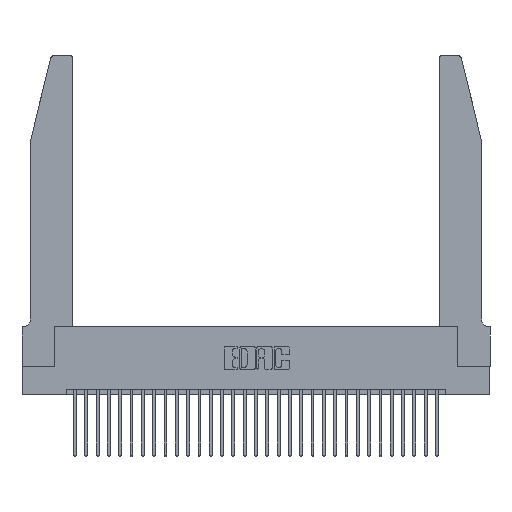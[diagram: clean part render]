
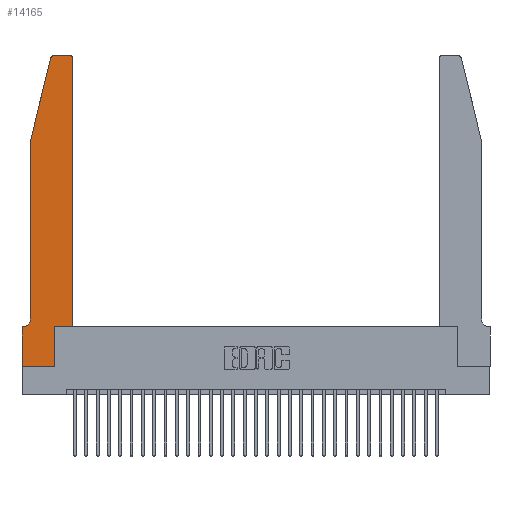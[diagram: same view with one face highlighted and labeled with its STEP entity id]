
A CAD part, top view. The second image highlights one B-rep face of the part: STEP entity #14165.
In plain terms, the highlighted planar face has unit normal (0, 0, 1).
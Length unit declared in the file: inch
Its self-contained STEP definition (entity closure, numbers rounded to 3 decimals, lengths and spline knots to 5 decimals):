
#480 = VERTEX_POINT ( 'NONE', #31348 ) ;
#760 = EDGE_CURVE ( 'NONE', #15032, #12308, #5943, .T. ) ;
#1774 = ORIENTED_EDGE ( 'NONE', *, *, #15765, .T. ) ;
#2004 = DIRECTION ( 'NONE',  ( 0., 1., 0. ) ) ;
#2304 = CARTESIAN_POINT ( 'NONE',  ( 0.25487, 2.72718, 0.37 ) ) ;
#2338 = ORIENTED_EDGE ( 'NONE', *, *, #24126, .T. ) ;
#2426 = LINE ( 'NONE', #25700, #8379 ) ;
#2680 = CARTESIAN_POINT ( 'NONE',  ( 0.4205, 2.72, 0.37 ) ) ;
#2878 = DIRECTION ( 'NONE',  ( 0., 0., -1. ) ) ;
#3407 = LINE ( 'NONE', #4083, #16016 ) ;
#3585 = DIRECTION ( 'NONE',  ( 0., 1., 0. ) ) ;
#4073 = VECTOR ( 'NONE', #2004, 39.37008 ) ;
#4083 = CARTESIAN_POINT ( 'NONE',  ( 0.4505, 0.35, 0.37 ) ) ;
#4614 = ORIENTED_EDGE ( 'NONE', *, *, #9291, .T. ) ;
#4853 = CARTESIAN_POINT ( 'NONE',  ( 0.4505, 2.72, 0.37 ) ) ;
#4959 = VERTEX_POINT ( 'NONE', #29971 ) ;
#5043 = CARTESIAN_POINT ( 'NONE',  ( 0., 0.35, 0.37 ) ) ;
#5127 = ORIENTED_EDGE ( 'NONE', *, *, #16399, .T. ) ;
#5226 = DIRECTION ( 'NONE',  ( 1., 0., 0. ) ) ;
#5937 = CARTESIAN_POINT ( 'NONE',  ( 0.2865, 0.35, 0.37 ) ) ;
#5943 = LINE ( 'NONE', #12739, #11878 ) ;
#6607 = DIRECTION ( 'NONE',  ( 0., 0., 1. ) ) ;
#6655 = AXIS2_PLACEMENT_3D ( 'NONE', #17908, #2878, #20325 ) ;
#6701 = AXIS2_PLACEMENT_3D ( 'NONE', #21470, #6607, #23871 ) ;
#7139 = DIRECTION ( 'NONE',  ( -1., 0., 0. ) ) ;
#7249 = VERTEX_POINT ( 'NONE', #4853 ) ;
#7506 = VECTOR ( 'NONE', #21577, 39.37008 ) ;
#7785 = CARTESIAN_POINT ( 'NONE',  ( 0., 0.35, 0.37 ) ) ;
#7789 = EDGE_CURVE ( 'NONE', #14687, #4959, #17245, .T. ) ;
#8379 = VECTOR ( 'NONE', #3585, 39.37008 ) ;
#8463 = ORIENTED_EDGE ( 'NONE', *, *, #760, .T. ) ;
#8797 = CARTESIAN_POINT ( 'NONE',  ( 0.0755, 2., 0.37 ) ) ;
#9256 = DIRECTION ( 'NONE',  ( -1., 0., 0. ) ) ;
#9291 = EDGE_CURVE ( 'NONE', #11550, #11884, #10191, .T. ) ;
#9389 = VECTOR ( 'NONE', #29949, 39.37008 ) ;
#10191 = LINE ( 'NONE', #25020, #9389 ) ;
#10337 = DIRECTION ( 'NONE',  ( 0., 0., 1. ) ) ;
#11348 = EDGE_LOOP ( 'NONE', ( #31249, #1774, #5127, #31027, #20749, #8463, #2338, #4614, #23088, #13202, #20367, #27720 ) ) ;
#11406 = EDGE_CURVE ( 'NONE', #25386, #19098, #3407, .T. ) ;
#11550 = VERTEX_POINT ( 'NONE', #22121 ) ;
#11829 = CIRCLE ( 'NONE', #6701, 0.03 ) ;
#11878 = VECTOR ( 'NONE', #7139, 39.37008 ) ;
#11884 = VERTEX_POINT ( 'NONE', #20844 ) ;
#12153 = LINE ( 'NONE', #8797, #25085 ) ;
#12308 = VERTEX_POINT ( 'NONE', #5043 ) ;
#12739 = CARTESIAN_POINT ( 'NONE',  ( 0.0755, 0.35, 0.37 ) ) ;
#13032 = EDGE_CURVE ( 'NONE', #13598, #15032, #21956, .T. ) ;
#13202 = ORIENTED_EDGE ( 'NONE', *, *, #11406, .T. ) ;
#13408 = CARTESIAN_POINT ( 'NONE',  ( 0., 0., 0.37 ) ) ;
#13598 = VERTEX_POINT ( 'NONE', #20609 ) ;
#14165 = ADVANCED_FACE ( 'NONE', ( #29370 ), #22583, .T. ) ;
#14687 = VERTEX_POINT ( 'NONE', #17282 ) ;
#15032 = VERTEX_POINT ( 'NONE', #16092 ) ;
#15225 = EDGE_CURVE ( 'NONE', #480, #13598, #27054, .T. ) ;
#15588 = CIRCLE ( 'NONE', #23314, 0.03 ) ;
#15765 = EDGE_CURVE ( 'NONE', #4959, #24475, #11829, .T. ) ;
#15910 = DIRECTION ( 'NONE',  ( 0., -1., 0. ) ) ;
#16016 = VECTOR ( 'NONE', #16638, 39.37008 ) ;
#16092 = CARTESIAN_POINT ( 'NONE',  ( 0.0055, 0.35, 0.37 ) ) ;
#16399 = EDGE_CURVE ( 'NONE', #24475, #480, #12153, .T. ) ;
#16638 = DIRECTION ( 'NONE',  ( 1., 0., 0. ) ) ;
#16707 = CARTESIAN_POINT ( 'NONE',  ( 0.0755, 2., 0.37 ) ) ;
#17245 = LINE ( 'NONE', #28767, #22901 ) ;
#17282 = CARTESIAN_POINT ( 'NONE',  ( 0.4205, 2.75, 0.37 ) ) ;
#17908 = CARTESIAN_POINT ( 'NONE',  ( 0.0055, 0.42, 0.37 ) ) ;
#18115 = LINE ( 'NONE', #13408, #30104 ) ;
#18189 = AXIS2_PLACEMENT_3D ( 'NONE', #7785, #10337, #27377 ) ;
#18605 = EDGE_CURVE ( 'NONE', #7249, #14687, #15588, .T. ) ;
#18700 = DIRECTION ( 'NONE',  ( -0.239, -0.971, 0. ) ) ;
#19098 = VERTEX_POINT ( 'NONE', #31742 ) ;
#20136 = DIRECTION ( 'NONE',  ( 0., 0., 1. ) ) ;
#20325 = DIRECTION ( 'NONE',  ( -1., 0., 0. ) ) ;
#20367 = ORIENTED_EDGE ( 'NONE', *, *, #28874, .T. ) ;
#20609 = CARTESIAN_POINT ( 'NONE',  ( 0.0755, 0.42, 0.37 ) ) ;
#20749 = ORIENTED_EDGE ( 'NONE', *, *, #13032, .T. ) ;
#20844 = CARTESIAN_POINT ( 'NONE',  ( 0.2865, 0., 0.37 ) ) ;
#21470 = CARTESIAN_POINT ( 'NONE',  ( 0.284, 2.72, 0.37 ) ) ;
#21577 = DIRECTION ( 'NONE',  ( 0., -1., 0. ) ) ;
#21928 = CARTESIAN_POINT ( 'NONE',  ( 0.4505, 0.35, 0.37 ) ) ;
#21956 = CIRCLE ( 'NONE', #6655, 0.07 ) ;
#22121 = CARTESIAN_POINT ( 'NONE',  ( 0., 0., 0.37 ) ) ;
#22583 = PLANE ( 'NONE',  #18189 ) ;
#22901 = VECTOR ( 'NONE', #9256, 39.37008 ) ;
#23088 = ORIENTED_EDGE ( 'NONE', *, *, #31739, .T. ) ;
#23314 = AXIS2_PLACEMENT_3D ( 'NONE', #2680, #20136, #5226 ) ;
#23850 = LINE ( 'NONE', #21928, #4073 ) ;
#23871 = DIRECTION ( 'NONE',  ( 1., 0., 0. ) ) ;
#24126 = EDGE_CURVE ( 'NONE', #12308, #11550, #18115, .T. ) ;
#24475 = VERTEX_POINT ( 'NONE', #2304 ) ;
#25020 = CARTESIAN_POINT ( 'NONE',  ( 0., 0., 0.37 ) ) ;
#25085 = VECTOR ( 'NONE', #18700, 39.37008 ) ;
#25386 = VERTEX_POINT ( 'NONE', #5937 ) ;
#25700 = CARTESIAN_POINT ( 'NONE',  ( 0.2865, 0.35, 0.37 ) ) ;
#27054 = LINE ( 'NONE', #16707, #7506 ) ;
#27377 = DIRECTION ( 'NONE',  ( 1., 0., 0. ) ) ;
#27720 = ORIENTED_EDGE ( 'NONE', *, *, #18605, .T. ) ;
#28767 = CARTESIAN_POINT ( 'NONE',  ( 0.2605, 2.75, 0.37 ) ) ;
#28874 = EDGE_CURVE ( 'NONE', #19098, #7249, #23850, .T. ) ;
#29370 = FACE_OUTER_BOUND ( 'NONE', #11348, .T. ) ;
#29949 = DIRECTION ( 'NONE',  ( 1., 0., 0. ) ) ;
#29971 = CARTESIAN_POINT ( 'NONE',  ( 0.284, 2.75, 0.37 ) ) ;
#30104 = VECTOR ( 'NONE', #15910, 39.37008 ) ;
#31027 = ORIENTED_EDGE ( 'NONE', *, *, #15225, .T. ) ;
#31249 = ORIENTED_EDGE ( 'NONE', *, *, #7789, .T. ) ;
#31348 = CARTESIAN_POINT ( 'NONE',  ( 0.0755, 2., 0.37 ) ) ;
#31739 = EDGE_CURVE ( 'NONE', #11884, #25386, #2426, .T. ) ;
#31742 = CARTESIAN_POINT ( 'NONE',  ( 0.4505, 0.35, 0.37 ) ) ;
